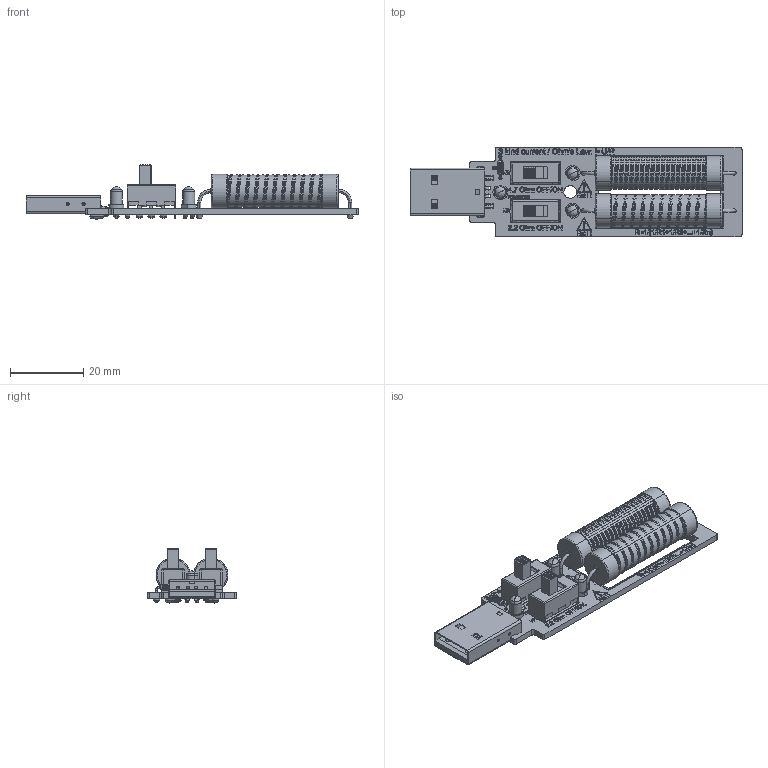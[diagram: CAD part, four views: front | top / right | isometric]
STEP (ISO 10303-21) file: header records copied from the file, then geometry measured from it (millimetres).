
FILE_DESCRIPTION(('FreeCAD Model'),'2;1');
FILE_NAME('Open CASCADE Shape Model','2025-05-05T07:48:16',('FreeCAD'),( 'FreeCAD'),'Open CASCADE STEP processor 7.6','FreeCAD','Unknown');
FILE_SCHEMA(('AUTOMOTIVE_DESIGN { 1 0 10303 214 1 1 1 1 }'));
Products named in the file (1): Open CASCADE STEP translator 7.6 1
Bounding box: 90.94 x 24.45 x 14.83 mm (x, y, z)
Volume: 8009.4 mm3; surface area: 10554 mm2
Topology: 186 solids, 186 shells, 10438 faces, 29558 edges, 19478 vertices
Faces by surface type: bspline 10438
Entity records: 325179 total; most frequent: CARTESIAN_POINT 147224, ORIENTED_EDGE 59072, EDGE_CURVE 29536, B_SPLINE_CURVE_WITH_KNOTS 28243, VERTEX_POINT 19478, FACE_BOUND 10610, EDGE_LOOP 10610, ADVANCED_FACE 10438
